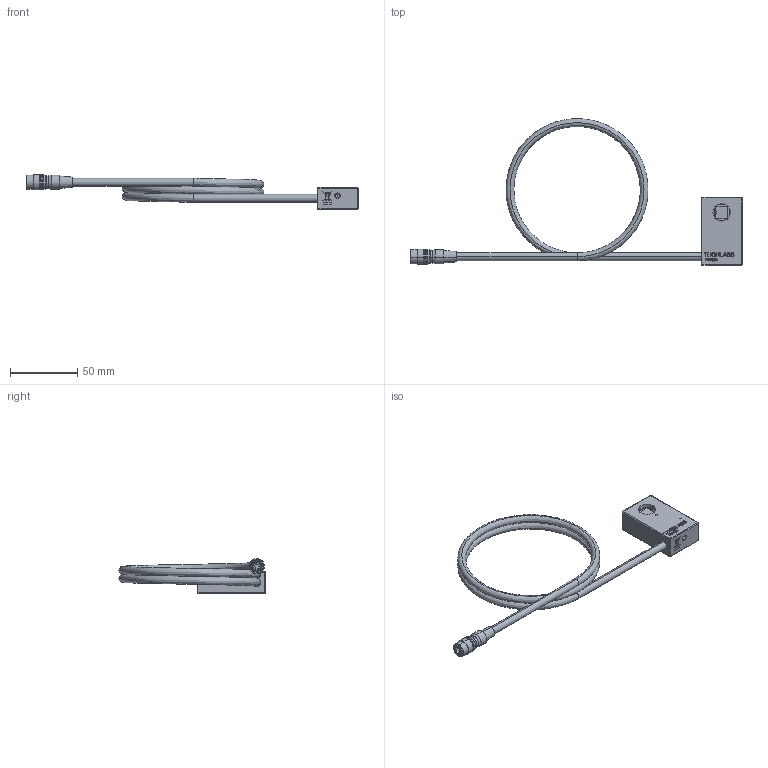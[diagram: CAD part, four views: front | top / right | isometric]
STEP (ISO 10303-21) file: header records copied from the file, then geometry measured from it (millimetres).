
FILE_DESCRIPTION (( 'STEP AP214' ), '1' );
FILE_NAME ('17149-E0W.STEP', '2017-05-11T15:42:46', ( '' ), ( '' ), 'SwSTEP 2.0', 'SolidWorks 2016', '' );
FILE_SCHEMA (( 'AUTOMOTIVE_DESIGN' ));
Length unit declared in the file: inch
Products named in the file (1): 17149-E0W
Bounding box: 247.65 x 109.28 x 26.03 mm (x, y, z)
Volume: 36013.8 mm3; surface area: 28996.2 mm2
Topology: 7 solids, 8 shells, 2793 faces, 7425 edges, 4897 vertices
Faces by surface type: plane 1827, bspline 642, cylinder 225, torus 44, cone 35, sphere 20
Entity records: 159587 total; most frequent: CARTESIAN_POINT 57871, ORIENTED_EDGE 14770, DIRECTION 10899, EDGE_CURVE 7385, VECTOR 5487, LINE 5487, VERTEX_POINT 4885, EDGE_LOOP 3086
